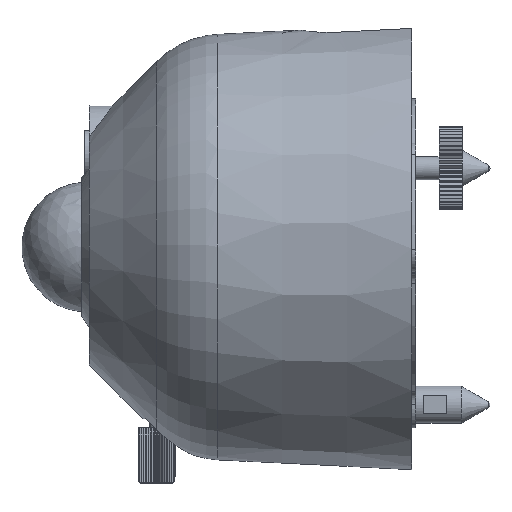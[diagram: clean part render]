
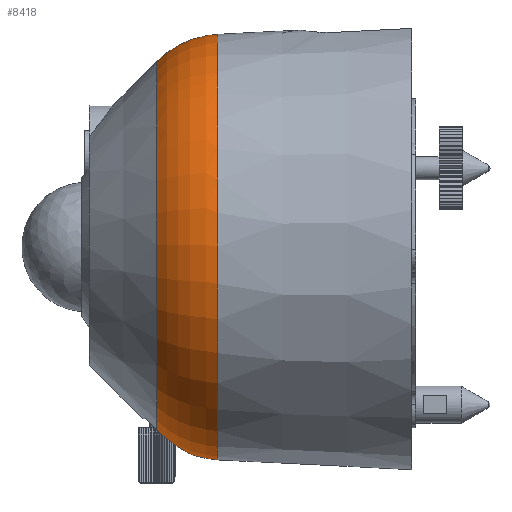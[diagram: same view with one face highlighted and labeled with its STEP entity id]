
A CAD part, left-side view. The second image highlights one B-rep face of the part: STEP entity #8418.
In plain terms, the highlighted toroidal (fillet/blend) face has major radius 25.914 mm and minor radius 20 mm.
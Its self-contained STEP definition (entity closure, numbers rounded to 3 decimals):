
#125 = CARTESIAN_POINT ( 'NONE',  ( -50.321, 7.368, 99.475 ) ) ;
#917 = CARTESIAN_POINT ( 'NONE',  ( -45.315, 15.836, 55.722 ) ) ;
#1080 = CARTESIAN_POINT ( 'NONE',  ( -43.65, 18.203, 57.267 ) ) ;
#1136 = CARTESIAN_POINT ( 'NONE',  ( -43.11, 21.51, 60.074 ) ) ;
#1548 = CARTESIAN_POINT ( 'NONE',  ( -53.138, 14.438, 54.941 ) ) ;
#2061 = AXIS2_PLACEMENT_3D ( 'NONE', #23399, #3644, #9005 ) ;
#2247 = DIRECTION ( 'NONE',  ( 0., -1., 0. ) ) ;
#3163 = CARTESIAN_POINT ( 'NONE',  ( -57.093, 18.451, 57.446 ) ) ;
#3519 = CARTESIAN_POINT ( 'NONE',  ( -51.296, 13.941, 54.682 ) ) ;
#3644 = DIRECTION ( 'NONE',  ( 0., 1., 0. ) ) ;
#4713 = EDGE_CURVE ( 'NONE', #20144, #5199, #25616, .T. ) ;
#4910 = CARTESIAN_POINT ( 'NONE',  ( -43.969, 17.582, 56.834 ) ) ;
#5199 = VERTEX_POINT ( 'NONE', #23510 ) ;
#5327 = CARTESIAN_POINT ( 'NONE',  ( -57.538, 21.41, 59.973 ) ) ;
#5597 = CARTESIAN_POINT ( 'NONE',  ( -57.53, 21.51, 60.073 ) ) ;
#5790 = EDGE_CURVE ( 'NONE', #5199, #24605, #16151, .T. ) ;
#6209 = VERTEX_POINT ( 'NONE', #18881 ) ;
#6983 = CARTESIAN_POINT ( 'NONE',  ( -44.35, 16.972, 56.428 ) ) ;
#7063 = CARTESIAN_POINT ( 'NONE',  ( -46.114, 15.187, 55.348 ) ) ;
#7215 = CARTESIAN_POINT ( 'NONE',  ( -57.53, 21.51, 60.073 ) ) ;
#7293 = CARTESIAN_POINT ( 'NONE',  ( -53.872, 14.776, 55.121 ) ) ;
#8418 = ADVANCED_FACE ( 'NONE', ( #19073, #19673 ), #21265, .T. ) ;
#8555 = CIRCLE ( 'NONE', #19451, 45.888 ) ;
#9005 = DIRECTION ( 'NONE',  ( -1., 0., 0. ) ) ;
#9020 = CARTESIAN_POINT ( 'NONE',  ( -44.962, 16.193, 55.936 ) ) ;
#9102 = CARTESIAN_POINT ( 'NONE',  ( -46.566, 14.894, 55.186 ) ) ;
#9188 = DIRECTION ( 'NONE',  ( 0., -1., 0. ) ) ;
#9189 = CARTESIAN_POINT ( 'NONE',  ( -43.483, 18.627, 57.577 ) ) ;
#9261 = DIRECTION ( 'NONE',  ( -1., 0., 0. ) ) ;
#9394 = CARTESIAN_POINT ( 'NONE',  ( -57.565, 20.964, 59.535 ) ) ;
#9493 = CARTESIAN_POINT ( 'NONE',  ( -57.453, 19.728, 58.444 ) ) ;
#9573 = CARTESIAN_POINT ( 'NONE',  ( -57.554, 20.556, 59.16 ) ) ;
#9664 = CARTESIAN_POINT ( 'NONE',  ( -54.952, 15.525, 55.542 ) ) ;
#9958 = ORIENTED_EDGE ( 'NONE', *, *, #19796, .F. ) ;
#10785 = CIRCLE ( 'NONE', #2061, 40.056 ) ;
#11151 = CARTESIAN_POINT ( 'NONE',  ( -48.024, 14.228, 54.83 ) ) ;
#11234 = CARTESIAN_POINT ( 'NONE',  ( -43.114, 19.906, 58.572 ) ) ;
#12012 = EDGE_LOOP ( 'NONE', ( #25247, #15095, #9958 ) ) ;
#12334 = DIRECTION ( 'NONE',  ( 1., 0., 0. ) ) ;
#12418 = CARTESIAN_POINT ( 'NONE',  ( -49.641, 13.893, 54.657 ) ) ;
#13604 = CARTESIAN_POINT ( 'NONE',  ( -57.543, 21.359, 59.923 ) ) ;
#13691 = CARTESIAN_POINT ( 'NONE',  ( -52.882, 14.338, 54.887 ) ) ;
#13787 = CARTESIAN_POINT ( 'NONE',  ( -56.914, 18.028, 57.142 ) ) ;
#15095 = ORIENTED_EDGE ( 'NONE', *, *, #4713, .F. ) ;
#15494 = CARTESIAN_POINT ( 'NONE',  ( -52.365, 14.167, 54.798 ) ) ;
#16151 = B_SPLINE_CURVE_WITH_KNOTS ( 'NONE', 3,
 ( #21439, #5327, #19516, #7215 ),
 .UNSPECIFIED., .F., .F.,
 ( 4, 4 ),
 ( 0., 0. ),
 .UNSPECIFIED. ) ;
#17231 = CARTESIAN_POINT ( 'NONE',  ( -43.11, 21.51, 60.074 ) ) ;
#17340 = EDGE_CURVE ( 'NONE', #6209, #6209, #8555, .T. ) ;
#17801 = CARTESIAN_POINT ( 'NONE',  ( -51.567, 13.983, 54.703 ) ) ;
#18580 = CARTESIAN_POINT ( 'NONE',  ( -50.466, 13.878, 54.65 ) ) ;
#18881 = CARTESIAN_POINT ( 'NONE',  ( -96.209, 8.377, 99.475 ) ) ;
#19073 = FACE_OUTER_BOUND ( 'NONE', #12012, .T. ) ;
#19265 = CARTESIAN_POINT ( 'NONE',  ( -44.495, 16.771, 56.299 ) ) ;
#19451 = AXIS2_PLACEMENT_3D ( 'NONE', #21544, #9188, #9261 ) ;
#19516 = CARTESIAN_POINT ( 'NONE',  ( -57.534, 21.46, 60.023 ) ) ;
#19576 = CARTESIAN_POINT ( 'NONE',  ( -54.325, 15.049, 55.271 ) ) ;
#19673 = FACE_OUTER_BOUND ( 'NONE', #23642, .T. ) ;
#19751 = CARTESIAN_POINT ( 'NONE',  ( -57.364, 19.306, 58.101 ) ) ;
#19796 = EDGE_CURVE ( 'NONE', #24605, #20144, #10785, .T. ) ;
#19854 = CARTESIAN_POINT ( 'NONE',  ( -52.102, 14.096, 54.761 ) ) ;
#20144 = VERTEX_POINT ( 'NONE', #1136 ) ;
#20496 = CARTESIAN_POINT ( 'NONE',  ( -50.744, 13.889, 54.655 ) ) ;
#21265 = TOROIDAL_SURFACE ( 'NONE', #22504, 25.914, 20. ) ;
#21370 = CARTESIAN_POINT ( 'NONE',  ( -43.047, 20.729, 59.291 ) ) ;
#21439 = CARTESIAN_POINT ( 'NONE',  ( -57.543, 21.359, 59.923 ) ) ;
#21544 = CARTESIAN_POINT ( 'NONE',  ( -50.321, 8.377, 99.475 ) ) ;
#21593 = CARTESIAN_POINT ( 'NONE',  ( -56.18, 16.794, 56.311 ) ) ;
#21679 = CARTESIAN_POINT ( 'NONE',  ( -55.15, 15.694, 55.64 ) ) ;
#22344 = ORIENTED_EDGE ( 'NONE', *, *, #17340, .F. ) ;
#22504 = AXIS2_PLACEMENT_3D ( 'NONE', #125, #2247, #12334 ) ;
#23237 = CARTESIAN_POINT ( 'NONE',  ( -44.088, 17.377, 56.696 ) ) ;
#23327 = CARTESIAN_POINT ( 'NONE',  ( -47.519, 14.417, 54.928 ) ) ;
#23399 = CARTESIAN_POINT ( 'NONE',  ( -50.321, 21.51, 99.475 ) ) ;
#23510 = CARTESIAN_POINT ( 'NONE',  ( -57.543, 21.359, 59.923 ) ) ;
#23543 = CARTESIAN_POINT ( 'NONE',  ( -55.52, 16.044, 55.848 ) ) ;
#23642 = EDGE_LOOP ( 'NONE', ( #22344 ) ) ;
#24605 = VERTEX_POINT ( 'NONE', #5597 ) ;
#25247 = ORIENTED_EDGE ( 'NONE', *, *, #5790, .F. ) ;
#25487 = CARTESIAN_POINT ( 'NONE',  ( -49.096, 13.963, 54.693 ) ) ;
#25616 = B_SPLINE_CURVE_WITH_KNOTS ( 'NONE', 3,
 ( #17231, #21370, #11234, #9189, #1080, #4910, #23237, #6983, #19265, #9020, #917, #7063, #9102, #23327, #11151, #25487, #12418, #18580, #20496, #3519, #17801, #19854, #15494, #13691, #1548, #7293, #19576, #9664, #21679, #23543, #25931, #21593, #25757, #13787, #3163, #19751, #9493, #9573, #9394, #13604 ),
 .UNSPECIFIED., .F., .F.,
 ( 4, 2, 2, 2, 2, 2, 2, 2, 2, 2, 2, 2, 2, 2, 2, 2, 2, 2, 2, 4 ),
 ( 0., 0.003, 0.005, 0.006, 0.007, 0.008, 0.01, 0.011, 0.013, 0.014, 0.015, 0.016, 0.016, 0.018, 0.019, 0.02, 0.021, 0.023, 0.025, 0.026 ),
 .UNSPECIFIED. ) ;
#25757 = CARTESIAN_POINT ( 'NONE',  ( -56.459, 17.202, 56.575 ) ) ;
#25931 = CARTESIAN_POINT ( 'NONE',  ( -55.694, 16.227, 55.959 ) ) ;
